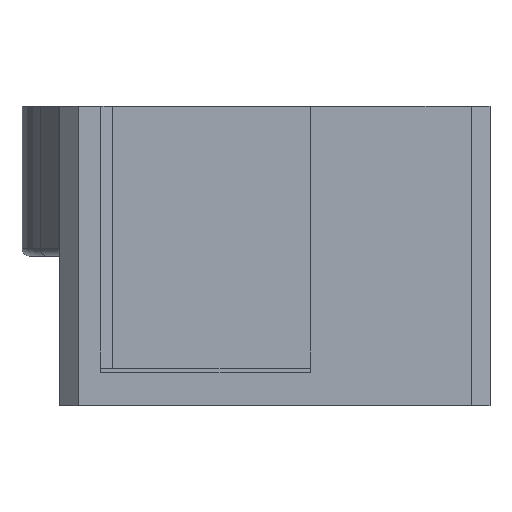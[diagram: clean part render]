
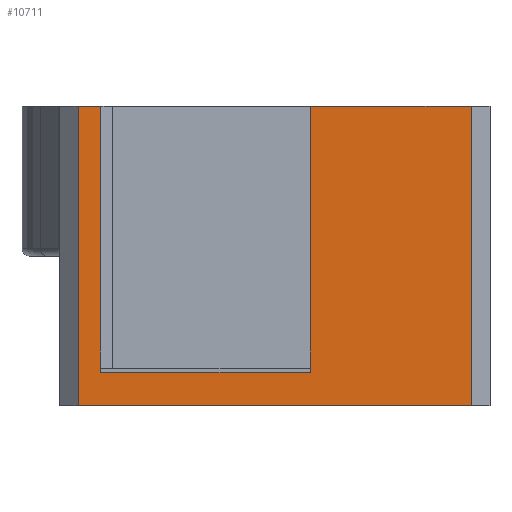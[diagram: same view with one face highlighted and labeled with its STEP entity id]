
A CAD part, left-side view. The second image highlights one B-rep face of the part: STEP entity #10711.
In plain terms, the highlighted planar face has unit normal (-1, 0, 0).
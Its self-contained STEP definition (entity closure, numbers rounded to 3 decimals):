
#83 = PLANE('',#84);
#84 = AXIS2_PLACEMENT_3D('',#85,#86,#87);
#85 = CARTESIAN_POINT('',(12.8,-40.,-109.));
#86 = DIRECTION('',(0.,0.,-1.));
#87 = DIRECTION('',(-1.,0.,-0.));
#5973 = PLANE('',#5974);
#5974 = AXIS2_PLACEMENT_3D('',#5975,#5976,#5977);
#5975 = CARTESIAN_POINT('',(-35.,30.,-189.));
#5976 = DIRECTION('',(0.,0.,-1.));
#5977 = DIRECTION('',(-1.,0.,0.));
#7347 = PLANE('',#7348);
#7348 = AXIS2_PLACEMENT_3D('',#7349,#7350,#7351);
#7349 = CARTESIAN_POINT('',(-84.5,-82.5,-189.));
#7350 = DIRECTION('',(-0.707,-0.707,0.));
#7351 = DIRECTION('',(-0.,-0.,-1.));
#8922 = VERTEX_POINT('',#8923);
#8923 = CARTESIAN_POINT('',(-87.,-80.,-189.));
#8944 = EDGE_CURVE('',#8945,#8922,#8947,.T.);
#8945 = VERTEX_POINT('',#8946);
#8946 = CARTESIAN_POINT('',(-87.,25.,-189.));
#8947 = SURFACE_CURVE('',#8948,(#8952,#8959),.PCURVE_S1.);
#8948 = LINE('',#8949,#8950);
#8949 = CARTESIAN_POINT('',(-87.,30.,-189.));
#8950 = VECTOR('',#8951,1.);
#8951 = DIRECTION('',(0.,-1.,0.));
#8952 = PCURVE('',#5973,#8953);
#8953 = DEFINITIONAL_REPRESENTATION('',(#8954),#8958);
#8954 = LINE('',#8955,#8956);
#8955 = CARTESIAN_POINT('',(52.,0.));
#8956 = VECTOR('',#8957,1.);
#8957 = DIRECTION('',(0.,-1.));
#8958 = ( GEOMETRIC_REPRESENTATION_CONTEXT(2) 
PARAMETRIC_REPRESENTATION_CONTEXT() REPRESENTATION_CONTEXT('2D SPACE',''
  ) );
#8959 = PCURVE('',#8960,#8965);
#8960 = PLANE('',#8961);
#8961 = AXIS2_PLACEMENT_3D('',#8962,#8963,#8964);
#8962 = CARTESIAN_POINT('',(-87.,30.,-189.));
#8963 = DIRECTION('',(1.,0.,0.));
#8964 = DIRECTION('',(0.,-1.,0.));
#8965 = DEFINITIONAL_REPRESENTATION('',(#8966),#8970);
#8966 = LINE('',#8967,#8968);
#8967 = CARTESIAN_POINT('',(0.,0.));
#8968 = VECTOR('',#8969,1.);
#8969 = DIRECTION('',(1.,0.));
#8970 = ( GEOMETRIC_REPRESENTATION_CONTEXT(2) 
PARAMETRIC_REPRESENTATION_CONTEXT() REPRESENTATION_CONTEXT('2D SPACE',''
  ) );
#8986 = PLANE('',#8987);
#8987 = AXIS2_PLACEMENT_3D('',#8988,#8989,#8990);
#8988 = CARTESIAN_POINT('',(-84.5,27.5,-189.));
#8989 = DIRECTION('',(-0.707,0.707,0.));
#8990 = DIRECTION('',(-0.,-0.,-1.));
#10669 = VERTEX_POINT('',#10670);
#10670 = CARTESIAN_POINT('',(-87.,25.,-109.));
#10691 = EDGE_CURVE('',#8945,#10669,#10692,.T.);
#10692 = SURFACE_CURVE('',#10693,(#10697,#10704),.PCURVE_S1.);
#10693 = LINE('',#10694,#10695);
#10694 = CARTESIAN_POINT('',(-87.,25.,-189.));
#10695 = VECTOR('',#10696,1.);
#10696 = DIRECTION('',(0.,0.,1.));
#10697 = PCURVE('',#8986,#10698);
#10698 = DEFINITIONAL_REPRESENTATION('',(#10699),#10703);
#10699 = LINE('',#10700,#10701);
#10700 = CARTESIAN_POINT('',(-0.,3.536));
#10701 = VECTOR('',#10702,1.);
#10702 = DIRECTION('',(-1.,0.));
#10703 = ( GEOMETRIC_REPRESENTATION_CONTEXT(2) 
PARAMETRIC_REPRESENTATION_CONTEXT() REPRESENTATION_CONTEXT('2D SPACE',''
  ) );
#10704 = PCURVE('',#8960,#10705);
#10705 = DEFINITIONAL_REPRESENTATION('',(#10706),#10710);
#10706 = LINE('',#10707,#10708);
#10707 = CARTESIAN_POINT('',(5.,0.));
#10708 = VECTOR('',#10709,1.);
#10709 = DIRECTION('',(0.,-1.));
#10710 = ( GEOMETRIC_REPRESENTATION_CONTEXT(2) 
PARAMETRIC_REPRESENTATION_CONTEXT() REPRESENTATION_CONTEXT('2D SPACE',''
  ) );
#10711 = ADVANCED_FACE('',(#10712),#8960,.F.);
#10712 = FACE_BOUND('',#10713,.F.);
#10713 = EDGE_LOOP('',(#10714,#10715,#10716,#10739,#10767,#10795,#10823,
    #10846));
#10714 = ORIENTED_EDGE('',*,*,#8944,.F.);
#10715 = ORIENTED_EDGE('',*,*,#10691,.T.);
#10716 = ORIENTED_EDGE('',*,*,#10717,.T.);
#10717 = EDGE_CURVE('',#10669,#10718,#10720,.T.);
#10718 = VERTEX_POINT('',#10719);
#10719 = CARTESIAN_POINT('',(-87.,19.,-109.));
#10720 = SURFACE_CURVE('',#10721,(#10725,#10732),.PCURVE_S1.);
#10721 = LINE('',#10722,#10723);
#10722 = CARTESIAN_POINT('',(-87.,30.,-109.));
#10723 = VECTOR('',#10724,1.);
#10724 = DIRECTION('',(0.,-1.,0.));
#10725 = PCURVE('',#8960,#10726);
#10726 = DEFINITIONAL_REPRESENTATION('',(#10727),#10731);
#10727 = LINE('',#10728,#10729);
#10728 = CARTESIAN_POINT('',(0.,-80.));
#10729 = VECTOR('',#10730,1.);
#10730 = DIRECTION('',(1.,0.));
#10731 = ( GEOMETRIC_REPRESENTATION_CONTEXT(2) 
PARAMETRIC_REPRESENTATION_CONTEXT() REPRESENTATION_CONTEXT('2D SPACE',''
  ) );
#10732 = PCURVE('',#83,#10733);
#10733 = DEFINITIONAL_REPRESENTATION('',(#10734),#10738);
#10734 = LINE('',#10735,#10736);
#10735 = CARTESIAN_POINT('',(99.8,70.));
#10736 = VECTOR('',#10737,1.);
#10737 = DIRECTION('',(0.,-1.));
#10738 = ( GEOMETRIC_REPRESENTATION_CONTEXT(2) 
PARAMETRIC_REPRESENTATION_CONTEXT() REPRESENTATION_CONTEXT('2D SPACE',''
  ) );
#10739 = ORIENTED_EDGE('',*,*,#10740,.F.);
#10740 = EDGE_CURVE('',#10741,#10718,#10743,.T.);
#10741 = VERTEX_POINT('',#10742);
#10742 = CARTESIAN_POINT('',(-87.,19.,-180.));
#10743 = SURFACE_CURVE('',#10744,(#10748,#10755),.PCURVE_S1.);
#10744 = LINE('',#10745,#10746);
#10745 = CARTESIAN_POINT('',(-87.,19.,-180.));
#10746 = VECTOR('',#10747,1.);
#10747 = DIRECTION('',(0.,0.,1.));
#10748 = PCURVE('',#8960,#10749);
#10749 = DEFINITIONAL_REPRESENTATION('',(#10750),#10754);
#10750 = LINE('',#10751,#10752);
#10751 = CARTESIAN_POINT('',(11.,-9.));
#10752 = VECTOR('',#10753,1.);
#10753 = DIRECTION('',(0.,-1.));
#10754 = ( GEOMETRIC_REPRESENTATION_CONTEXT(2) 
PARAMETRIC_REPRESENTATION_CONTEXT() REPRESENTATION_CONTEXT('2D SPACE',''
  ) );
#10755 = PCURVE('',#10756,#10761);
#10756 = PLANE('',#10757);
#10757 = AXIS2_PLACEMENT_3D('',#10758,#10759,#10760);
#10758 = CARTESIAN_POINT('',(-87.,19.,-180.));
#10759 = DIRECTION('',(0.,-1.,0.));
#10760 = DIRECTION('',(0.,0.,1.));
#10761 = DEFINITIONAL_REPRESENTATION('',(#10762),#10766);
#10762 = LINE('',#10763,#10764);
#10763 = CARTESIAN_POINT('',(0.,0.));
#10764 = VECTOR('',#10765,1.);
#10765 = DIRECTION('',(1.,0.));
#10766 = ( GEOMETRIC_REPRESENTATION_CONTEXT(2) 
PARAMETRIC_REPRESENTATION_CONTEXT() REPRESENTATION_CONTEXT('2D SPACE',''
  ) );
#10767 = ORIENTED_EDGE('',*,*,#10768,.F.);
#10768 = EDGE_CURVE('',#10769,#10741,#10771,.T.);
#10769 = VERTEX_POINT('',#10770);
#10770 = CARTESIAN_POINT('',(-87.,-37.,-180.));
#10771 = SURFACE_CURVE('',#10772,(#10776,#10783),.PCURVE_S1.);
#10772 = LINE('',#10773,#10774);
#10773 = CARTESIAN_POINT('',(-87.,-37.,-180.));
#10774 = VECTOR('',#10775,1.);
#10775 = DIRECTION('',(0.,1.,0.));
#10776 = PCURVE('',#8960,#10777);
#10777 = DEFINITIONAL_REPRESENTATION('',(#10778),#10782);
#10778 = LINE('',#10779,#10780);
#10779 = CARTESIAN_POINT('',(67.,-9.));
#10780 = VECTOR('',#10781,1.);
#10781 = DIRECTION('',(-1.,0.));
#10782 = ( GEOMETRIC_REPRESENTATION_CONTEXT(2) 
PARAMETRIC_REPRESENTATION_CONTEXT() REPRESENTATION_CONTEXT('2D SPACE',''
  ) );
#10783 = PCURVE('',#10784,#10789);
#10784 = PLANE('',#10785);
#10785 = AXIS2_PLACEMENT_3D('',#10786,#10787,#10788);
#10786 = CARTESIAN_POINT('',(-87.,-37.,-180.));
#10787 = DIRECTION('',(0.,0.,1.));
#10788 = DIRECTION('',(0.,1.,0.));
#10789 = DEFINITIONAL_REPRESENTATION('',(#10790),#10794);
#10790 = LINE('',#10791,#10792);
#10791 = CARTESIAN_POINT('',(0.,0.));
#10792 = VECTOR('',#10793,1.);
#10793 = DIRECTION('',(1.,0.));
#10794 = ( GEOMETRIC_REPRESENTATION_CONTEXT(2) 
PARAMETRIC_REPRESENTATION_CONTEXT() REPRESENTATION_CONTEXT('2D SPACE',''
  ) );
#10795 = ORIENTED_EDGE('',*,*,#10796,.F.);
#10796 = EDGE_CURVE('',#10797,#10769,#10799,.T.);
#10797 = VERTEX_POINT('',#10798);
#10798 = CARTESIAN_POINT('',(-87.,-37.,-109.));
#10799 = SURFACE_CURVE('',#10800,(#10804,#10811),.PCURVE_S1.);
#10800 = LINE('',#10801,#10802);
#10801 = CARTESIAN_POINT('',(-87.,-37.,-52.));
#10802 = VECTOR('',#10803,1.);
#10803 = DIRECTION('',(0.,0.,-1.));
#10804 = PCURVE('',#8960,#10805);
#10805 = DEFINITIONAL_REPRESENTATION('',(#10806),#10810);
#10806 = LINE('',#10807,#10808);
#10807 = CARTESIAN_POINT('',(67.,-137.));
#10808 = VECTOR('',#10809,1.);
#10809 = DIRECTION('',(0.,1.));
#10810 = ( GEOMETRIC_REPRESENTATION_CONTEXT(2) 
PARAMETRIC_REPRESENTATION_CONTEXT() REPRESENTATION_CONTEXT('2D SPACE',''
  ) );
#10811 = PCURVE('',#10812,#10817);
#10812 = PLANE('',#10813);
#10813 = AXIS2_PLACEMENT_3D('',#10814,#10815,#10816);
#10814 = CARTESIAN_POINT('',(-87.,-37.,-52.));
#10815 = DIRECTION('',(0.,1.,0.));
#10816 = DIRECTION('',(0.,0.,-1.));
#10817 = DEFINITIONAL_REPRESENTATION('',(#10818),#10822);
#10818 = LINE('',#10819,#10820);
#10819 = CARTESIAN_POINT('',(0.,0.));
#10820 = VECTOR('',#10821,1.);
#10821 = DIRECTION('',(1.,0.));
#10822 = ( GEOMETRIC_REPRESENTATION_CONTEXT(2) 
PARAMETRIC_REPRESENTATION_CONTEXT() REPRESENTATION_CONTEXT('2D SPACE',''
  ) );
#10823 = ORIENTED_EDGE('',*,*,#10824,.T.);
#10824 = EDGE_CURVE('',#10797,#10825,#10827,.T.);
#10825 = VERTEX_POINT('',#10826);
#10826 = CARTESIAN_POINT('',(-87.,-80.,-109.));
#10827 = SURFACE_CURVE('',#10828,(#10832,#10839),.PCURVE_S1.);
#10828 = LINE('',#10829,#10830);
#10829 = CARTESIAN_POINT('',(-87.,30.,-109.));
#10830 = VECTOR('',#10831,1.);
#10831 = DIRECTION('',(0.,-1.,0.));
#10832 = PCURVE('',#8960,#10833);
#10833 = DEFINITIONAL_REPRESENTATION('',(#10834),#10838);
#10834 = LINE('',#10835,#10836);
#10835 = CARTESIAN_POINT('',(0.,-80.));
#10836 = VECTOR('',#10837,1.);
#10837 = DIRECTION('',(1.,0.));
#10838 = ( GEOMETRIC_REPRESENTATION_CONTEXT(2) 
PARAMETRIC_REPRESENTATION_CONTEXT() REPRESENTATION_CONTEXT('2D SPACE',''
  ) );
#10839 = PCURVE('',#83,#10840);
#10840 = DEFINITIONAL_REPRESENTATION('',(#10841),#10845);
#10841 = LINE('',#10842,#10843);
#10842 = CARTESIAN_POINT('',(99.8,70.));
#10843 = VECTOR('',#10844,1.);
#10844 = DIRECTION('',(0.,-1.));
#10845 = ( GEOMETRIC_REPRESENTATION_CONTEXT(2) 
PARAMETRIC_REPRESENTATION_CONTEXT() REPRESENTATION_CONTEXT('2D SPACE',''
  ) );
#10846 = ORIENTED_EDGE('',*,*,#10847,.F.);
#10847 = EDGE_CURVE('',#8922,#10825,#10848,.T.);
#10848 = SURFACE_CURVE('',#10849,(#10853,#10860),.PCURVE_S1.);
#10849 = LINE('',#10850,#10851);
#10850 = CARTESIAN_POINT('',(-87.,-80.,-189.));
#10851 = VECTOR('',#10852,1.);
#10852 = DIRECTION('',(0.,0.,1.));
#10853 = PCURVE('',#8960,#10854);
#10854 = DEFINITIONAL_REPRESENTATION('',(#10855),#10859);
#10855 = LINE('',#10856,#10857);
#10856 = CARTESIAN_POINT('',(110.,0.));
#10857 = VECTOR('',#10858,1.);
#10858 = DIRECTION('',(0.,-1.));
#10859 = ( GEOMETRIC_REPRESENTATION_CONTEXT(2) 
PARAMETRIC_REPRESENTATION_CONTEXT() REPRESENTATION_CONTEXT('2D SPACE',''
  ) );
#10860 = PCURVE('',#7347,#10861);
#10861 = DEFINITIONAL_REPRESENTATION('',(#10862),#10866);
#10862 = LINE('',#10863,#10864);
#10863 = CARTESIAN_POINT('',(-0.,-3.536));
#10864 = VECTOR('',#10865,1.);
#10865 = DIRECTION('',(-1.,0.));
#10866 = ( GEOMETRIC_REPRESENTATION_CONTEXT(2) 
PARAMETRIC_REPRESENTATION_CONTEXT() REPRESENTATION_CONTEXT('2D SPACE',''
  ) );
